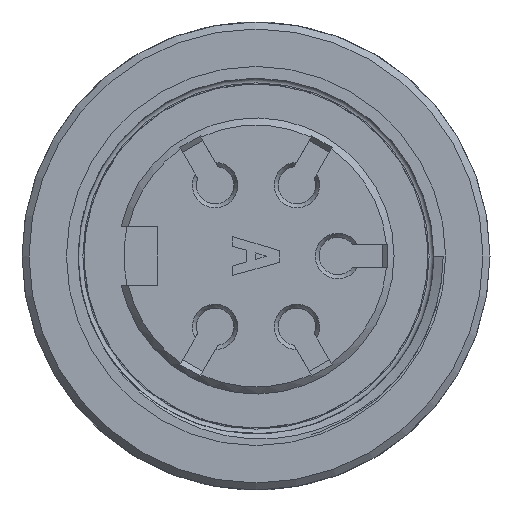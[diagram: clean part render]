
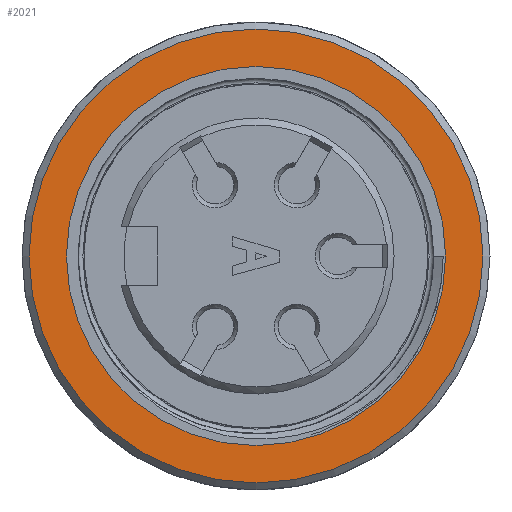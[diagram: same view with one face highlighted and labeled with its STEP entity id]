
A CAD part, front view. The second image highlights one B-rep face of the part: STEP entity #2021.
In plain terms, the highlighted planar face has unit normal (0, -1, 0).
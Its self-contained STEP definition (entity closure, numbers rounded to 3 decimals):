
#2021=ADVANCED_FACE('',(#2845,#2846),#2267,.F.);
#2267=PLANE('',#8995);
#2845=FACE_BOUND('',#3215,.T.);
#2846=FACE_BOUND('',#3216,.T.);
#3215=EDGE_LOOP('',(#5726));
#3216=EDGE_LOOP('',(#5727));
#5726=ORIENTED_EDGE('',*,*,#8257,.F.);
#5727=ORIENTED_EDGE('',*,*,#8258,.T.);
#7288=VERTEX_POINT('',#28302);
#7289=VERTEX_POINT('',#28305);
#8257=EDGE_CURVE('',#7288,#7288,#8656,.T.);
#8258=EDGE_CURVE('',#7289,#7289,#8657,.T.);
#8656=CIRCLE('',#8992,8.1);
#8657=CIRCLE('',#8994,9.7);
#8992=AXIS2_PLACEMENT_3D('',#28301,#10101,#10102);
#8994=AXIS2_PLACEMENT_3D('',#28304,#10105,#10106);
#8995=AXIS2_PLACEMENT_3D('',#28306,#10107,#10108);
#10101=DIRECTION('',(0.,-1.,0.));
#10102=DIRECTION('',(1.,0.,0.));
#10105=DIRECTION('',(0.,-1.,0.));
#10106=DIRECTION('',(1.,0.,0.));
#10107=DIRECTION('',(0.,1.,0.));
#10108=DIRECTION('',(-1.,0.,0.));
#28301=CARTESIAN_POINT('',(0.596,-24.756,0.));
#28302=CARTESIAN_POINT('',(8.696,-24.756,0.));
#28304=CARTESIAN_POINT('',(0.596,-24.756,0.));
#28305=CARTESIAN_POINT('',(10.296,-24.756,0.));
#28306=CARTESIAN_POINT('',(10.296,-24.756,0.));
